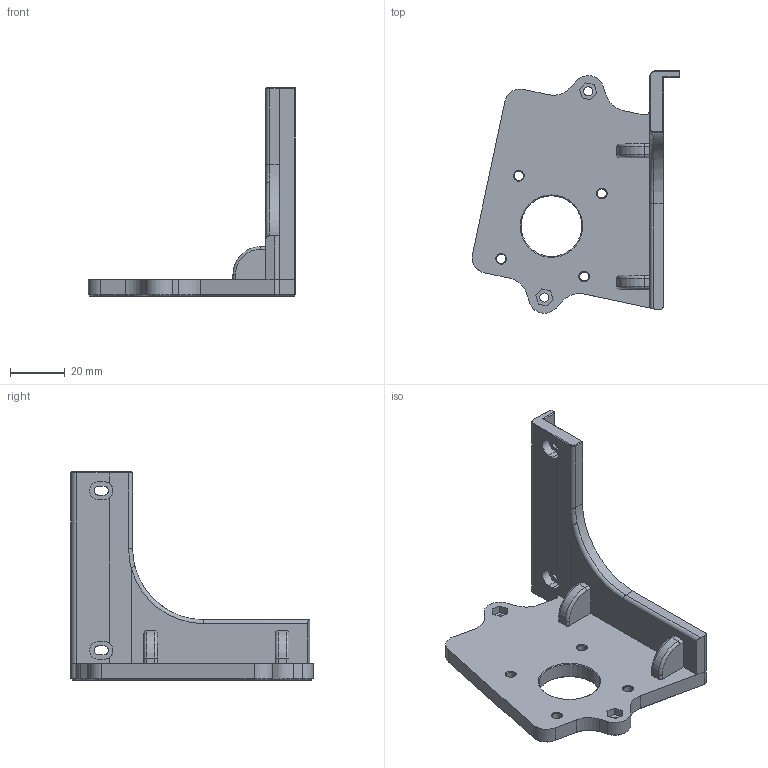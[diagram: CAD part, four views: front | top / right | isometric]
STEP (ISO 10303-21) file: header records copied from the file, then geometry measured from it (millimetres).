
FILE_DESCRIPTION(('FreeCAD Model'),'2;1');
FILE_NAME('feeder_mount.v05.step','2016-11-28T22:29:20',('Author'),(''), 'Open CASCADE STEP processor 6.8','FreeCAD','Unknown');
FILE_SCHEMA(('AUTOMOTIVE_DESIGN_CC2 { 1 2 10303 214 -1 1 5 4 }'));
Length unit declared in the file: millimetre
Products named in the file (2): ASSEMBLY; feeder_mount.v05
Assembly tree (1 placements, depth 2):
  ASSEMBLY
    feeder_mount.v05
Bounding box: 75.9 x 88.44 x 76 mm (x, y, z)
Volume: 41647.9 mm3; surface area: 18782.2 mm2
Topology: 1 solids, 1 shells, 162 faces, 398 edges, 240 vertices
Faces by surface type: plane 82, cylinder 44, cone 28, torus 5, bspline 3
Full cylindrical faces by diameter (mm): 3.3 x6, 22.2 x1
Entity records: 10134 total; most frequent: CARTESIAN_POINT 2262, DIRECTION 1436, LINE 843, VECTOR 843, ORIENTED_EDGE 796, PCURVE 796, DEFINITIONAL_REPRESENTATION 796, EDGE_CURVE 398
